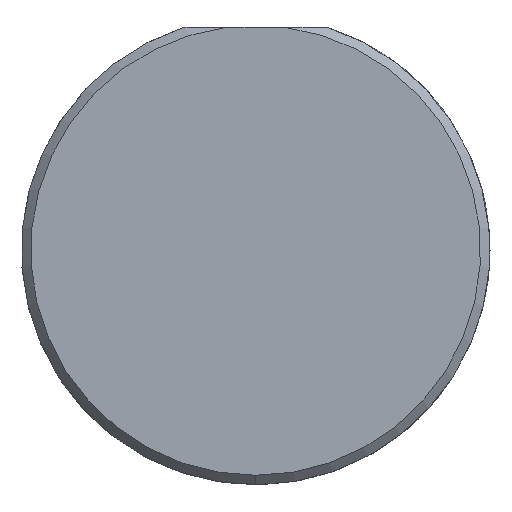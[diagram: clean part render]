
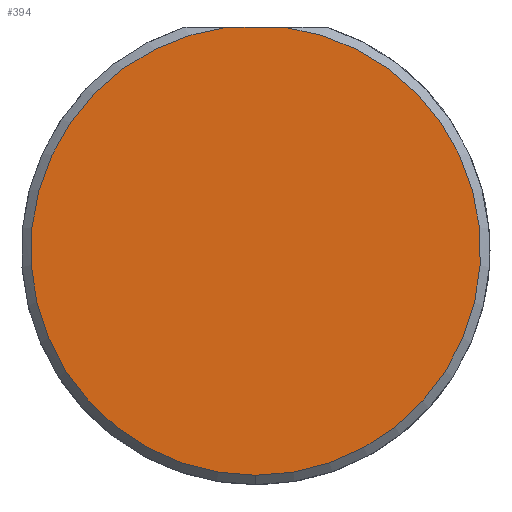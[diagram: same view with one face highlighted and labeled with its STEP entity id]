
A CAD part, left-side view. The second image highlights one B-rep face of the part: STEP entity #394.
In plain terms, the highlighted planar face has unit normal (-1, 0, 0).
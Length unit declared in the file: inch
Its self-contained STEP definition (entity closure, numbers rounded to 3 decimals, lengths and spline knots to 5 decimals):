
#60 = AXIS2_PLACEMENT_3D ( 'NONE', #273, #652, #263 ) ;
#107 = CARTESIAN_POINT ( 'NONE',  ( 0., 0.24985, 0.23785 ) ) ;
#120 = CARTESIAN_POINT ( 'NONE',  ( 0., 0., -0.23985 ) ) ;
#132 = EDGE_LOOP ( 'NONE', ( #678, #721, #315 ) ) ;
#139 = DIRECTION ( 'NONE',  ( 0., 0., -1. ) ) ;
#191 = VERTEX_POINT ( 'NONE', #623 ) ;
#217 = CARTESIAN_POINT ( 'NONE',  ( 0., 0.03091, 0.23785 ) ) ;
#245 = EDGE_CURVE ( 'NONE', #302, #191, #799, .T. ) ;
#263 = DIRECTION ( 'NONE',  ( 0., 0., -1. ) ) ;
#268 = AXIS2_PLACEMENT_3D ( 'NONE', #341, #462, #594 ) ;
#273 = CARTESIAN_POINT ( 'NONE',  ( 0., 0., 0. ) ) ;
#302 = VERTEX_POINT ( 'NONE', #120 ) ;
#315 = ORIENTED_EDGE ( 'NONE', *, *, #245, .T. ) ;
#341 = CARTESIAN_POINT ( 'NONE',  ( 0., 0., 0. ) ) ;
#394 = ADVANCED_FACE ( 'NONE', ( #723 ), #728, .F. ) ;
#428 = EDGE_CURVE ( 'NONE', #191, #747, #495, .T. ) ;
#443 = AXIS2_PLACEMENT_3D ( 'NONE', #634, #711, #139 ) ;
#462 = DIRECTION ( 'NONE',  ( 1., 0., 0. ) ) ;
#495 = LINE ( 'NONE', #107, #549 ) ;
#549 = VECTOR ( 'NONE', #666, 39.37008 ) ;
#594 = DIRECTION ( 'NONE',  ( 0., 0., -1. ) ) ;
#623 = CARTESIAN_POINT ( 'NONE',  ( 0., -0.03091, 0.23785 ) ) ;
#634 = CARTESIAN_POINT ( 'NONE',  ( 0., 0., 0. ) ) ;
#652 = DIRECTION ( 'NONE',  ( -1., 0., 0. ) ) ;
#666 = DIRECTION ( 'NONE',  ( 0., 1., 0. ) ) ;
#678 = ORIENTED_EDGE ( 'NONE', *, *, #428, .T. ) ;
#711 = DIRECTION ( 'NONE',  ( -1., 0., 0. ) ) ;
#721 = ORIENTED_EDGE ( 'NONE', *, *, #786, .T. ) ;
#723 = FACE_OUTER_BOUND ( 'NONE', #132, .T. ) ;
#728 = PLANE ( 'NONE',  #268 ) ;
#747 = VERTEX_POINT ( 'NONE', #217 ) ;
#786 = EDGE_CURVE ( 'NONE', #747, #302, #789, .T. ) ;
#789 = CIRCLE ( 'NONE', #60, 0.23985 ) ;
#799 = CIRCLE ( 'NONE', #443, 0.23985 ) ;
